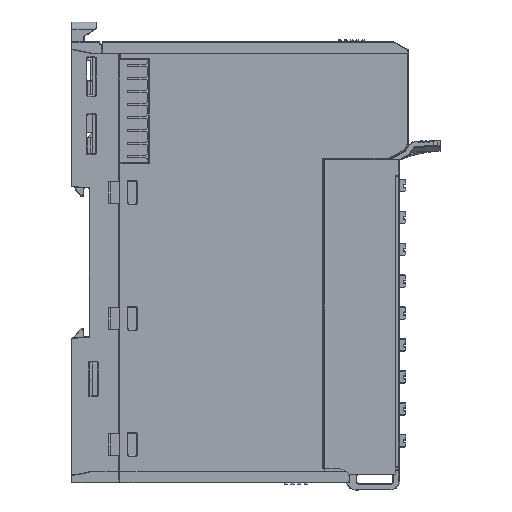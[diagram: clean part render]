
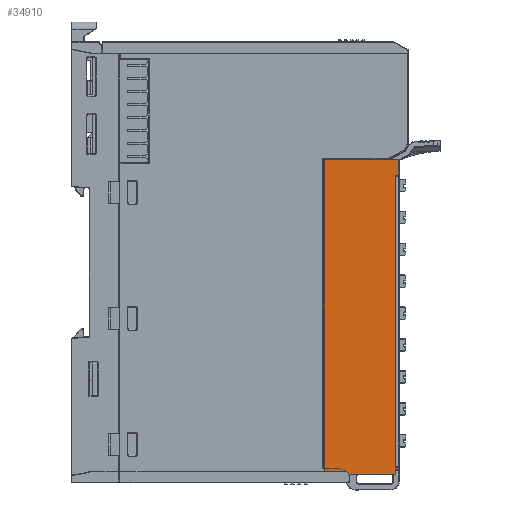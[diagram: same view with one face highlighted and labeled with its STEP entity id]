
A CAD part, left-side view. The second image highlights one B-rep face of the part: STEP entity #34910.
In plain terms, the highlighted planar face has unit normal (-1, 0, 0).
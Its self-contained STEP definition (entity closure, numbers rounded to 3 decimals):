
#27405=FACE_OUTER_BOUND('',#64696,.T.);
#34910=ADVANCED_FACE('',(#27405),#37834,.T.);
#37834=PLANE('',#150928);
#44789=LINE('',#264297,#54592);
#44801=LINE('',#264389,#54604);
#44803=LINE('',#264398,#54606);
#45378=LINE('',#265988,#55181);
#45379=LINE('',#265992,#55182);
#45380=LINE('',#265994,#55183);
#45381=LINE('',#265996,#55184);
#45382=LINE('',#265998,#55185);
#45383=LINE('',#265999,#55186);
#45384=LINE('',#266001,#55187);
#45385=LINE('',#266003,#55188);
#54592=VECTOR('',#179129,1.);
#54604=VECTOR('',#179185,1.);
#54606=VECTOR('',#179193,1.);
#55181=VECTOR('',#180762,1.);
#55182=VECTOR('',#180767,1.);
#55183=VECTOR('',#180768,1.);
#55184=VECTOR('',#180769,1.);
#55185=VECTOR('',#180770,1.);
#55186=VECTOR('',#180771,1.);
#55187=VECTOR('',#180772,1.);
#55188=VECTOR('',#180773,1.);
#64696=EDGE_LOOP('',(#95685,#95686,#95687,#95688,#95689,#95690,#95691,#95692,
#95693,#95694,#95695));
#95685=ORIENTED_EDGE('',*,*,#130783,.F.);
#95686=ORIENTED_EDGE('',*,*,#130785,.F.);
#95687=ORIENTED_EDGE('',*,*,#130786,.F.);
#95688=ORIENTED_EDGE('',*,*,#130787,.F.);
#95689=ORIENTED_EDGE('',*,*,#130788,.F.);
#95690=ORIENTED_EDGE('',*,*,#129984,.F.);
#95691=ORIENTED_EDGE('',*,*,#130789,.F.);
#95692=ORIENTED_EDGE('',*,*,#130790,.F.);
#95693=ORIENTED_EDGE('',*,*,#130791,.F.);
#95694=ORIENTED_EDGE('',*,*,#129955,.F.);
#95695=ORIENTED_EDGE('',*,*,#129988,.F.);
#109716=VERTEX_POINT('',#264274);
#109725=VERTEX_POINT('',#264298);
#109745=VERTEX_POINT('',#264386);
#109746=VERTEX_POINT('',#264390);
#109747=VERTEX_POINT('',#264391);
#110254=VERTEX_POINT('',#265989);
#110255=VERTEX_POINT('',#265993);
#110256=VERTEX_POINT('',#265995);
#110257=VERTEX_POINT('',#265997);
#110258=VERTEX_POINT('',#266000);
#110259=VERTEX_POINT('',#266002);
#129955=EDGE_CURVE('',#109716,#109725,#44789,.T.);
#129984=EDGE_CURVE('',#109746,#109747,#44801,.T.);
#129988=EDGE_CURVE('',#109745,#109716,#44803,.T.);
#130783=EDGE_CURVE('',#110254,#109745,#45378,.T.);
#130785=EDGE_CURVE('',#110255,#110254,#45379,.T.);
#130786=EDGE_CURVE('',#110256,#110255,#45380,.T.);
#130787=EDGE_CURVE('',#110257,#110256,#45381,.T.);
#130788=EDGE_CURVE('',#109747,#110257,#45382,.T.);
#130789=EDGE_CURVE('',#110258,#109746,#45383,.T.);
#130790=EDGE_CURVE('',#110259,#110258,#45384,.T.);
#130791=EDGE_CURVE('',#109725,#110259,#45385,.T.);
#150928=AXIS2_PLACEMENT_3D('',#266004,#180774,#180775);
#179129=DIRECTION('',(0.,0.,-1.));
#179185=DIRECTION('',(0.,0.,-1.));
#179193=DIRECTION('',(0.,-1.,0.));
#180762=DIRECTION('',(0.,0.,1.));
#180767=DIRECTION('',(0.,0.,1.));
#180768=DIRECTION('',(0.,1.,0.));
#180769=DIRECTION('',(0.,0.,-1.));
#180770=DIRECTION('',(0.,1.,0.));
#180771=DIRECTION('',(0.,-1.,0.));
#180772=DIRECTION('',(0.,0.,-1.));
#180773=DIRECTION('',(0.,1.,0.));
#180774=DIRECTION('',(-1.,0.,0.));
#180775=DIRECTION('',(0.,-1.,0.));
#264274=CARTESIAN_POINT('',(285.146,-148.342,90.041));
#264297=CARTESIAN_POINT('',(285.146,-148.342,8.755));
#264298=CARTESIAN_POINT('',(285.146,-148.342,86.441));
#264386=CARTESIAN_POINT('',(285.146,-130.542,90.041));
#264389=CARTESIAN_POINT('',(285.146,-148.342,16.541));
#264390=CARTESIAN_POINT('',(285.146,-148.342,16.841));
#264391=CARTESIAN_POINT('',(285.146,-148.342,16.241));
#264398=CARTESIAN_POINT('',(285.146,-128.656,90.041));
#265988=CARTESIAN_POINT('',(285.146,-130.542,8.755));
#265989=CARTESIAN_POINT('',(285.146,-130.542,16.891));
#265992=CARTESIAN_POINT('',(285.146,-130.542,15.241));
#265993=CARTESIAN_POINT('',(285.146,-130.542,15.241));
#265994=CARTESIAN_POINT('',(285.146,-147.62,15.241));
#265995=CARTESIAN_POINT('',(285.146,-147.62,15.241));
#265996=CARTESIAN_POINT('',(285.146,-147.62,90.041));
#265997=CARTESIAN_POINT('',(285.146,-147.62,16.241));
#265998=CARTESIAN_POINT('',(285.146,-142.201,16.241));
#265999=CARTESIAN_POINT('',(285.146,-147.942,16.841));
#266000=CARTESIAN_POINT('',(285.146,-147.62,16.841));
#266001=CARTESIAN_POINT('',(285.146,-147.62,90.041));
#266002=CARTESIAN_POINT('',(285.146,-147.62,86.441));
#266003=CARTESIAN_POINT('',(285.146,-129.866,86.441));
#266004=CARTESIAN_POINT('',(285.146,-128.656,8.755));
